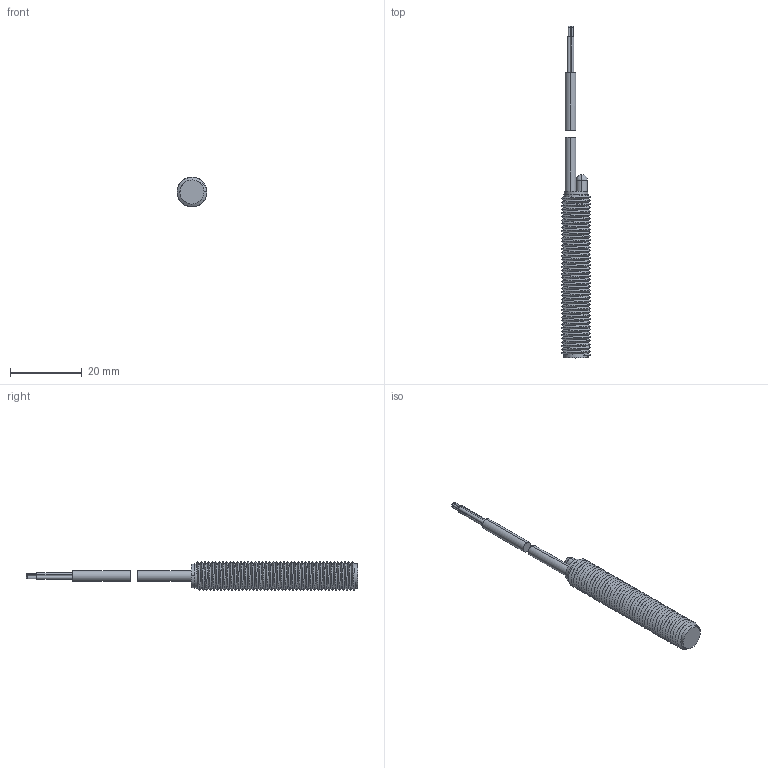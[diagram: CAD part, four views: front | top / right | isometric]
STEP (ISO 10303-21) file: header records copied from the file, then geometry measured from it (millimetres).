
FILE_DESCRIPTION( ('This file contains a STEP AP42 implementation' ,'as created by ZW3D STEP Interface translator.') ,'2;1' );
FILE_NAME( 'FCM1-0801X-X4UX.stp' ,'20 624. 81331', (''), ('ZWCAD Software Co.'), 'Version 1.0', 'ZW3D to STEP translator', '' );
FILE_SCHEMA(('AUTOMOTIVE_DESIGN'));
Length unit declared in the file: millimetre
Products named in the file (2): 0; FCM1-0801X-X2UX
Bounding box: 8.26 x 92.43 x 8.26 mm (x, y, z)
Volume: 122 mm3; surface area: 3512.1 mm2
Topology: 1 solids, 5 shells, 139 faces, 293 edges, 152 vertices
Faces by surface type: bspline 139
Entity records: 7893 total; most frequent: CARTESIAN_POINT 6152, ORIENTED_EDGE 557, EDGE_CURVE 283, VERTEX_POINT 152, EDGE_LOOP 146, FACE_OUTER_BOUND 139, ADVANCED_FACE 139, OVER_RIDING_STYLED_ITEM 139
